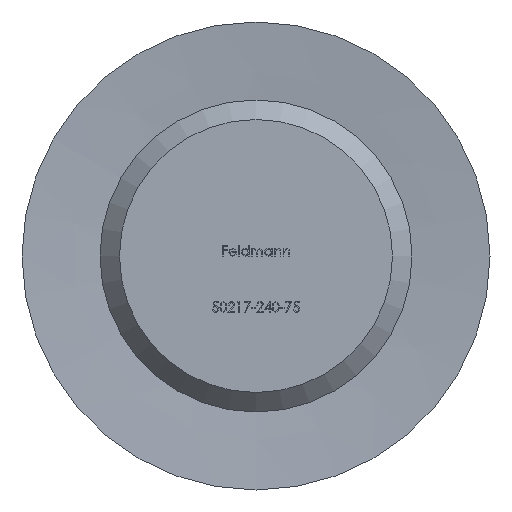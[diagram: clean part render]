
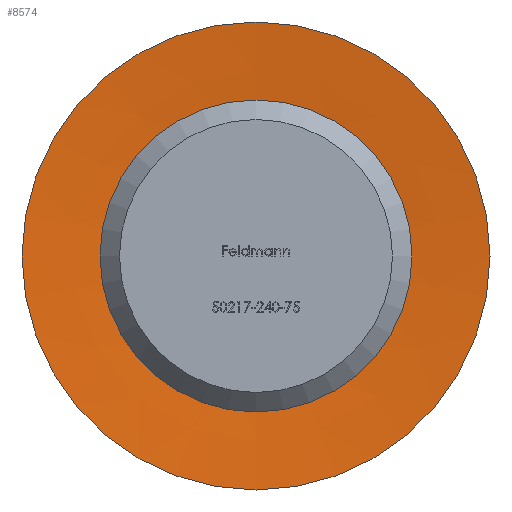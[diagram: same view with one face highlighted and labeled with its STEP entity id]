
A CAD part, front view. The second image highlights one B-rep face of the part: STEP entity #8574.
In plain terms, the highlighted conical face has half-angle 85 degrees and reference radius 3.424 mm.
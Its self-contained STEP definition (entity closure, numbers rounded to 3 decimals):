
#1618 = ORIENTED_EDGE ( 'NONE', *, *, #9575, .T. ) ;
#1767 = DIRECTION ( 'NONE',  ( 0., -1., 0. ) ) ;
#2028 = EDGE_CURVE ( 'NONE', #8627, #8627, #10702, .T. ) ;
#2891 = CARTESIAN_POINT ( 'NONE',  ( 0., 0.225, 0. ) ) ;
#3383 = CARTESIAN_POINT ( 'NONE',  ( 0., 0., -6. ) ) ;
#3452 = AXIS2_PLACEMENT_3D ( 'NONE', #9606, #10594, #5646 ) ;
#3889 = CIRCLE ( 'NONE', #3452, 6. ) ;
#3958 = CARTESIAN_POINT ( 'NONE',  ( 0., 0.225, 0. ) ) ;
#4389 = CARTESIAN_POINT ( 'NONE',  ( 0., 0.225, -3.424 ) ) ;
#5627 = FACE_BOUND ( 'NONE', #12370, .T. ) ;
#5646 = DIRECTION ( 'NONE',  ( 0., 0., -1. ) ) ;
#5880 = AXIS2_PLACEMENT_3D ( 'NONE', #3958, #7038, #11016 ) ;
#6684 = CONICAL_SURFACE ( 'NONE', #5880, 3.424, 1.484 ) ;
#6905 = AXIS2_PLACEMENT_3D ( 'NONE', #2891, #1767, #12717 ) ;
#7038 = DIRECTION ( 'NONE',  ( 0., -1., 0. ) ) ;
#8147 = EDGE_LOOP ( 'NONE', ( #1618 ) ) ;
#8574 = ADVANCED_FACE ( 'NONE', ( #10757, #5627 ), #6684, .F. ) ;
#8627 = VERTEX_POINT ( 'NONE', #4389 ) ;
#9575 = EDGE_CURVE ( 'NONE', #11741, #11741, #3889, .T. ) ;
#9606 = CARTESIAN_POINT ( 'NONE',  ( 0., 0., 0. ) ) ;
#10342 = ORIENTED_EDGE ( 'NONE', *, *, #2028, .F. ) ;
#10594 = DIRECTION ( 'NONE',  ( 0., -1., 0. ) ) ;
#10702 = CIRCLE ( 'NONE', #6905, 3.424 ) ;
#10757 = FACE_OUTER_BOUND ( 'NONE', #8147, .T. ) ;
#11016 = DIRECTION ( 'NONE',  ( 0., 0., -1. ) ) ;
#11741 = VERTEX_POINT ( 'NONE', #3383 ) ;
#12370 = EDGE_LOOP ( 'NONE', ( #10342 ) ) ;
#12717 = DIRECTION ( 'NONE',  ( 0., 0., -1. ) ) ;
